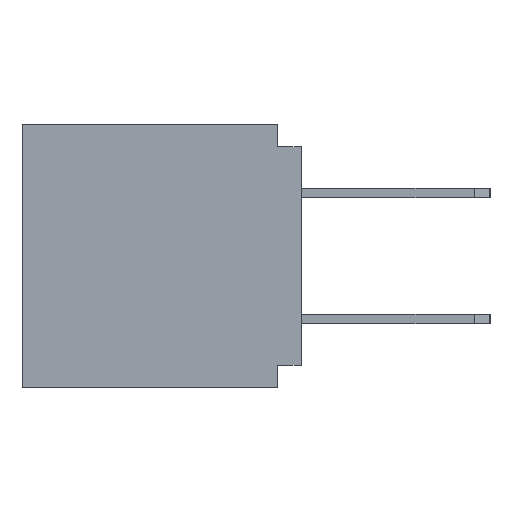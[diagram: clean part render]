
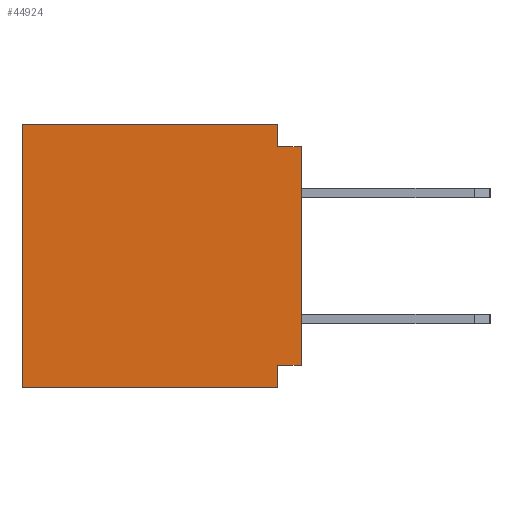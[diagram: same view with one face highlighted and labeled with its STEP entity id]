
A CAD part, left-side view. The second image highlights one B-rep face of the part: STEP entity #44924.
In plain terms, the highlighted planar face has unit normal (-1, 0, 0).
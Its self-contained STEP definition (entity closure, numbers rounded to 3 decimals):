
#9=DIRECTION('',(0.,-1.,0.));
#10=VECTOR('',#9,4.06);
#11=CARTESIAN_POINT('',(-15.095,2.22,-2.095));
#12=LINE('',#11,#10);
#1453=DIRECTION('',(0.,0.,1.));
#1454=VECTOR('',#1453,3.48);
#1455=CARTESIAN_POINT('',(-15.095,-2.22,-1.74));
#1456=LINE('',#1455,#1454);
#13077=DIRECTION('',(0.,-1.,0.));
#13078=VECTOR('',#13077,4.06);
#13079=CARTESIAN_POINT('',(-15.095,2.22,2.095));
#13080=LINE('',#13079,#13078);
#13089=DIRECTION('',(0.,1.,0.));
#13090=VECTOR('',#13089,0.38);
#13091=CARTESIAN_POINT('',(-15.095,-2.22,1.74));
#13092=LINE('',#13091,#13090);
#13093=DIRECTION('',(0.,1.,0.));
#13094=VECTOR('',#13093,0.38);
#13095=CARTESIAN_POINT('',(-15.095,-2.22,-1.74));
#13096=LINE('',#13095,#13094);
#13097=DIRECTION('',(0.,0.,1.));
#13098=VECTOR('',#13097,0.355);
#13099=CARTESIAN_POINT('',(-15.095,-1.84,-2.095));
#13100=LINE('',#13099,#13098);
#13101=DIRECTION('',(0.,0.,1.));
#13102=VECTOR('',#13101,4.19);
#13103=CARTESIAN_POINT('',(-15.095,2.22,-2.095));
#13104=LINE('',#13103,#13102);
#13105=DIRECTION('',(0.,0.,-1.));
#13106=VECTOR('',#13105,0.355);
#13107=CARTESIAN_POINT('',(-15.095,-1.84,2.095));
#13108=LINE('',#13107,#13106);
#19598=CARTESIAN_POINT('',(-15.095,2.22,-2.095));
#19600=VERTEX_POINT('',#19598);
#19602=CARTESIAN_POINT('',(-15.095,2.22,2.095));
#19604=VERTEX_POINT('',#19602);
#19701=CARTESIAN_POINT('',(-15.095,-2.22,1.74));
#19702=CARTESIAN_POINT('',(-15.095,-1.84,1.74));
#19703=VERTEX_POINT('',#19701);
#19704=VERTEX_POINT('',#19702);
#19705=CARTESIAN_POINT('',(-15.095,-1.84,2.095));
#19706=VERTEX_POINT('',#19705);
#19707=CARTESIAN_POINT('',(-15.095,-1.84,-2.095));
#19708=CARTESIAN_POINT('',(-15.095,-1.84,-1.74));
#19709=VERTEX_POINT('',#19707);
#19710=VERTEX_POINT('',#19708);
#19711=CARTESIAN_POINT('',(-15.095,-2.22,-1.74));
#19712=VERTEX_POINT('',#19711);
#44909=CARTESIAN_POINT('',(-15.095,2.22,-2.095));
#44910=DIRECTION('',(-1.,0.,0.));
#44911=DIRECTION('',(0.,-1.,0.));
#44912=AXIS2_PLACEMENT_3D('',#44909,#44910,#44911);
#44913=PLANE('',#44912);
#44914=ORIENTED_EDGE('',*,*,#26788,.F.);
#44915=ORIENTED_EDGE('',*,*,#27173,.F.);
#44916=ORIENTED_EDGE('',*,*,#27592,.T.);
#44917=ORIENTED_EDGE('',*,*,#25861,.F.);
#44918=ORIENTED_EDGE('',*,*,#25820,.F.);
#44919=ORIENTED_EDGE('',*,*,#27670,.T.);
#44920=ORIENTED_EDGE('',*,*,#44902,.T.);
#44921=ORIENTED_EDGE('',*,*,#25838,.T.);
#44922=EDGE_LOOP('',(#44914,#44915,#44916,#44917,#44918,#44919,#44920,#44921));
#44923=FACE_OUTER_BOUND('',#44922,.F.);
#44924=ADVANCED_FACE('',(#44923),#44913,.T.);
#25820=EDGE_CURVE('',#19600,#19709,#12,.T.);
#25838=EDGE_CURVE('',#19706,#19704,#13108,.T.);
#25861=EDGE_CURVE('',#19709,#19710,#13100,.T.);
#26788=EDGE_CURVE('',#19703,#19704,#13092,.T.);
#27173=EDGE_CURVE('',#19712,#19703,#1456,.T.);
#27592=EDGE_CURVE('',#19712,#19710,#13096,.T.);
#27670=EDGE_CURVE('',#19600,#19604,#13104,.T.);
#44902=EDGE_CURVE('',#19604,#19706,#13080,.T.);
